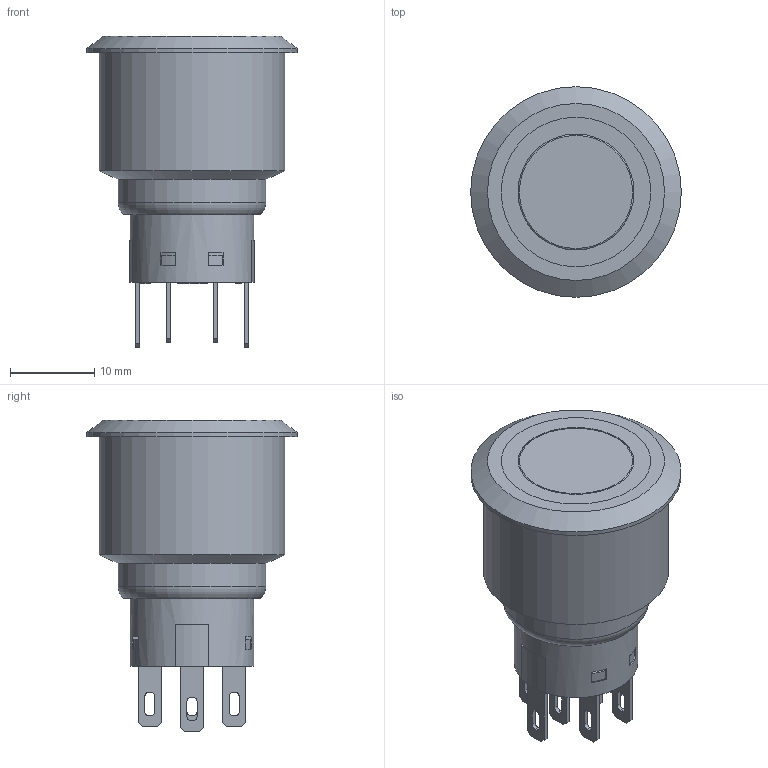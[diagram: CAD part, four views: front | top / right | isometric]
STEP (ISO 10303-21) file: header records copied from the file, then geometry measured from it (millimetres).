
FILE_DESCRIPTION(/* description */ (' ','CAx-IF Rec.Pracs.---Representation and Presentation of Product Manufacturing Information (PMI)---4.0---2014-10-13'),/* implementation_level */ '2;1');
FILE_NAME(/* name */ 'ULV7F2Hxx3xx.stp',/* time_stamp */ '2019-06-21T15:15:30-05:00',/* author */ ('mwilliams'),/* organization */ (' '),/* preprocessor_version */ 'ST-DEVELOPER v17',/* originating_system */ 'Autodesk Inventor 2018',/* authorisation */ ' ');
FILE_SCHEMA (('AP242_MANAGED_MODEL_BASED_3D_ENGINEERING_MIM_LF { 1 0 10303 442 1 1 4 }'));
Length unit declared in the file: inch
Products named in the file (1): ULV7F2Hxx3xx
Bounding box: 25 x 25 x 37 mm (x, y, z)
Volume: 8428.5 mm3; surface area: 3803.8 mm2
Topology: 1 solids, 1 shells, 292 faces, 836 edges, 552 vertices
Faces by surface type: plane 196, cylinder 46, bspline 46, torus 2, cone 2
Full cylindrical faces by diameter (mm): 13.3 x1, 13.75 x1, 14.7 x1, 17.5 x1, 22 x1, 25 x1
Entity records: 9992 total; most frequent: CARTESIAN_POINT 2304, ORIENTED_EDGE 1672, DIRECTION 1438, EDGE_CURVE 836, LINE 578, VECTOR 578, VERTEX_POINT 552, AXIS2_PLACEMENT_3D 434
